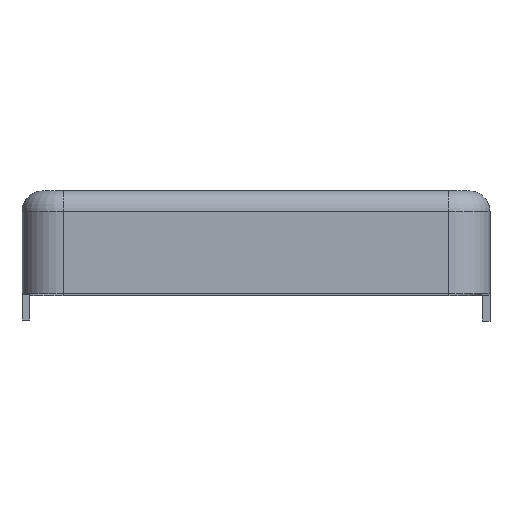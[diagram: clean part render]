
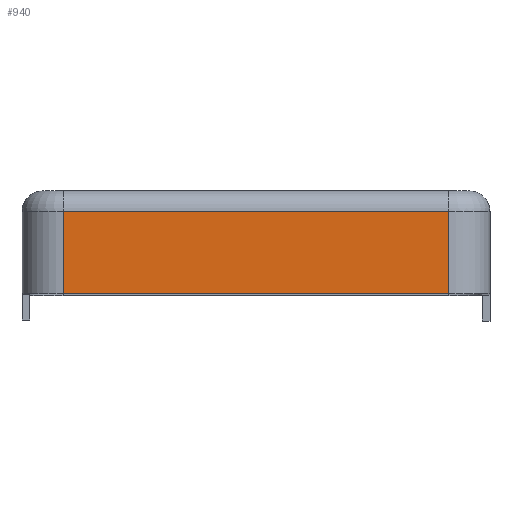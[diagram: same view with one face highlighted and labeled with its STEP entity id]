
A CAD part, top view. The second image highlights one B-rep face of the part: STEP entity #940.
In plain terms, the highlighted planar face has unit normal (0, 0, 1).
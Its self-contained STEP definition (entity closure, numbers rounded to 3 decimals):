
#62 = CARTESIAN_POINT ( 'NONE',  ( -7.5, -4., 23.85 ) ) ;
#553 = AXIS2_PLACEMENT_3D ( 'NONE', #2861, #2386, #1630 ) ;
#555 = LINE ( 'NONE', #1160, #2148 ) ;
#668 = EDGE_CURVE ( 'NONE', #812, #886, #766, .T. ) ;
#754 = CARTESIAN_POINT ( 'NONE',  ( 7.5, -0.8, 23.85 ) ) ;
#766 = LINE ( 'NONE', #2903, #2235 ) ;
#768 = EDGE_CURVE ( 'NONE', #1155, #1003, #3037, .T. ) ;
#803 = LINE ( 'NONE', #1427, #1960 ) ;
#812 = VERTEX_POINT ( 'NONE', #754 ) ;
#886 = VERTEX_POINT ( 'NONE', #2310 ) ;
#940 = ADVANCED_FACE ( 'NONE', ( #1998 ), #1649, .T. ) ;
#1003 = VERTEX_POINT ( 'NONE', #62 ) ;
#1148 = EDGE_LOOP ( 'NONE', ( #3093, #2157, #2174, #1970 ) ) ;
#1155 = VERTEX_POINT ( 'NONE', #1850 ) ;
#1160 = CARTESIAN_POINT ( 'NONE',  ( -7.5, -4., 23.85 ) ) ;
#1209 = DIRECTION ( 'NONE',  ( 0., -1., 0. ) ) ;
#1289 = EDGE_CURVE ( 'NONE', #1155, #812, #803, .T. ) ;
#1415 = DIRECTION ( 'NONE',  ( 1., 0., 0. ) ) ;
#1427 = CARTESIAN_POINT ( 'NONE',  ( -7.5, -0.8, 23.85 ) ) ;
#1502 = VECTOR ( 'NONE', #2472, 1000. ) ;
#1630 = DIRECTION ( 'NONE',  ( 1., 0., 0. ) ) ;
#1649 = PLANE ( 'NONE',  #553 ) ;
#1730 = EDGE_CURVE ( 'NONE', #1003, #886, #555, .T. ) ;
#1850 = CARTESIAN_POINT ( 'NONE',  ( -7.5, -0.8, 23.85 ) ) ;
#1960 = VECTOR ( 'NONE', #3078, 1000. ) ;
#1970 = ORIENTED_EDGE ( 'NONE', *, *, #768, .T. ) ;
#1998 = FACE_OUTER_BOUND ( 'NONE', #1148, .T. ) ;
#2148 = VECTOR ( 'NONE', #1415, 1000. ) ;
#2157 = ORIENTED_EDGE ( 'NONE', *, *, #668, .F. ) ;
#2174 = ORIENTED_EDGE ( 'NONE', *, *, #1289, .F. ) ;
#2235 = VECTOR ( 'NONE', #1209, 1000. ) ;
#2237 = CARTESIAN_POINT ( 'NONE',  ( -7.5, 0., 23.85 ) ) ;
#2310 = CARTESIAN_POINT ( 'NONE',  ( 7.5, -4., 23.85 ) ) ;
#2386 = DIRECTION ( 'NONE',  ( 0., 0., 1. ) ) ;
#2472 = DIRECTION ( 'NONE',  ( 0., -1., 0. ) ) ;
#2861 = CARTESIAN_POINT ( 'NONE',  ( -7.5, 0., 23.85 ) ) ;
#2903 = CARTESIAN_POINT ( 'NONE',  ( 7.5, 0., 23.85 ) ) ;
#3037 = LINE ( 'NONE', #2237, #1502 ) ;
#3078 = DIRECTION ( 'NONE',  ( 1., 0., 0. ) ) ;
#3093 = ORIENTED_EDGE ( 'NONE', *, *, #1730, .T. ) ;
